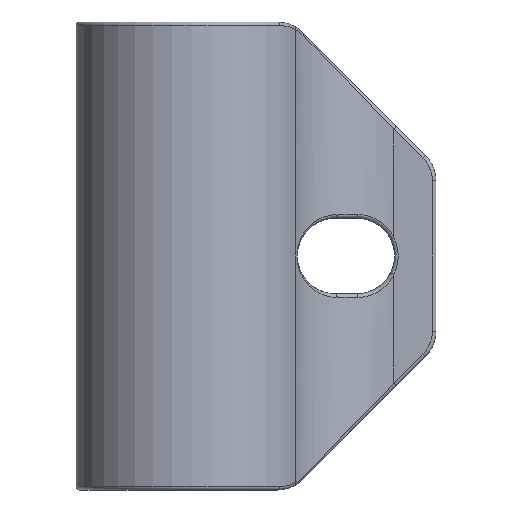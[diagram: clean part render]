
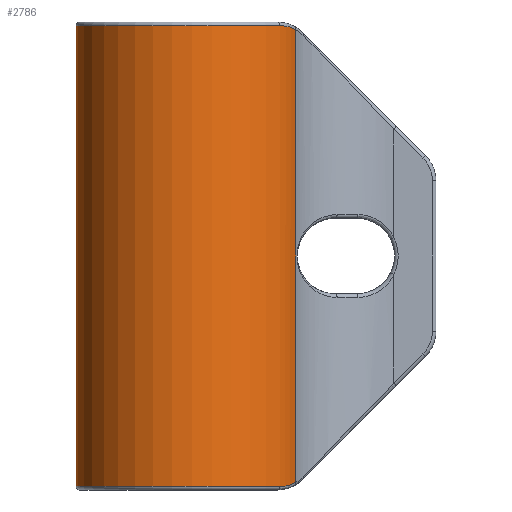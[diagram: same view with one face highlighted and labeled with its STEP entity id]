
A CAD part, left-side view. The second image highlights one B-rep face of the part: STEP entity #2786.
In plain terms, the highlighted cylindrical face has radius 16 mm (diameter 32 mm), a partial arc.
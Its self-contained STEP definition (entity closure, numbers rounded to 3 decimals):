
#30=ELLIPSE($,#3059,44.494,16.);
#33=ELLIPSE($,#3090,44.494,16.);
#101=B_SPLINE_CURVE_WITH_KNOTS($,3,(#5207,#5208,#5209,#5210),
 .UNSPECIFIED.,.F.,.F.,(4,4),(0.,0.16),.UNSPECIFIED.);
#102=B_SPLINE_CURVE_WITH_KNOTS($,3,(#5276,#5277,#5278,#5279,#5280,#5281),
 .UNSPECIFIED.,.F.,.F.,(4,1,1,4),(0.,0.191,
0.286,0.667),.UNSPECIFIED.);
#103=B_SPLINE_CURVE_WITH_KNOTS($,3,(#5307,#5308,#5309,#5310),
 .UNSPECIFIED.,.F.,.F.,(4,4),(0.,0.405),
 .UNSPECIFIED.);
#106=B_SPLINE_CURVE_WITH_KNOTS($,3,(#5460,#5461,#5462,#5463),
 .UNSPECIFIED.,.F.,.F.,(4,4),(0.,0.405),
 .UNSPECIFIED.);
#108=B_SPLINE_CURVE_WITH_KNOTS($,3,(#5515,#5516,#5517,#5518,#5519,#5520),
 .UNSPECIFIED.,.F.,.F.,(4,1,1,4),(0.,0.286,
0.476,0.667),.UNSPECIFIED.);
#110=B_SPLINE_CURVE_WITH_KNOTS($,3,(#5581,#5582,#5583,#5584),
 .UNSPECIFIED.,.F.,.F.,(4,4),(0.,0.16),.UNSPECIFIED.);
#221=LINE($,#4467,#368);
#261=LINE($,#5587,#408);
#368=VECTOR($,#3474,62.915);
#408=VECTOR($,#3842,33.194);
#507=CYLINDRICAL_SURFACE($,#3102,16.);
#725=FACE_OUTER_BOUND($,#912,.T.);
#912=EDGE_LOOP($,(#2425,#2426,#2427,#2428,#2429,#2430,#2431,#2432,#2433,
#2434,#2435,#2436));
#1056=CIRCLE($,#3063,16.);
#1072=CIRCLE($,#3086,16.);
#1204=VERTEX_POINT($,#4461);
#1205=VERTEX_POINT($,#4466);
#1285=VERTEX_POINT($,#5198);
#1287=VERTEX_POINT($,#5205);
#1288=VERTEX_POINT($,#5235);
#1289=VERTEX_POINT($,#5274);
#1290=VERTEX_POINT($,#5283);
#1298=VERTEX_POINT($,#5453);
#1300=VERTEX_POINT($,#5465);
#1302=VERTEX_POINT($,#5506);
#1304=VERTEX_POINT($,#5545);
#1306=VERTEX_POINT($,#5574);
#1490=EDGE_CURVE($,#1204,#1205,#221,.T.);
#1636=EDGE_CURVE($,#1287,#1285,#101,.T.);
#1638=EDGE_CURVE($,#1285,#1288,#30,.T.);
#1640=EDGE_CURVE($,#1288,#1289,#102,.T.);
#1642=EDGE_CURVE($,#1289,#1290,#1056,.T.);
#1644=EDGE_CURVE($,#1290,#1204,#103,.T.);
#1664=EDGE_CURVE($,#1205,#1298,#106,.T.);
#1667=EDGE_CURVE($,#1298,#1300,#1072,.T.);
#1670=EDGE_CURVE($,#1300,#1302,#108,.T.);
#1673=EDGE_CURVE($,#1302,#1304,#33,.T.);
#1676=EDGE_CURVE($,#1304,#1306,#110,.T.);
#1678=EDGE_CURVE($,#1306,#1287,#261,.T.);
#2425=ORIENTED_EDGE($,*,*,#1664,.F.);
#2426=ORIENTED_EDGE($,*,*,#1490,.F.);
#2427=ORIENTED_EDGE($,*,*,#1644,.F.);
#2428=ORIENTED_EDGE($,*,*,#1642,.F.);
#2429=ORIENTED_EDGE($,*,*,#1640,.F.);
#2430=ORIENTED_EDGE($,*,*,#1638,.F.);
#2431=ORIENTED_EDGE($,*,*,#1636,.F.);
#2432=ORIENTED_EDGE($,*,*,#1678,.F.);
#2433=ORIENTED_EDGE($,*,*,#1676,.F.);
#2434=ORIENTED_EDGE($,*,*,#1673,.F.);
#2435=ORIENTED_EDGE($,*,*,#1670,.F.);
#2436=ORIENTED_EDGE($,*,*,#1667,.F.);
#2786=ADVANCED_FACE($,(#725),#507,.T.);
#3059=AXIS2_PLACEMENT_3D($,#5237,#3769,#3770);
#3063=AXIS2_PLACEMENT_3D($,#5285,#3777,#3778);
#3086=AXIS2_PLACEMENT_3D($,#5469,#3827,#3828);
#3090=AXIS2_PLACEMENT_3D($,#5549,#3835,#3836);
#3102=AXIS2_PLACEMENT_3D($,#5605,#3869,#3870);
#3474=DIRECTION($,(0.,0.,-1.));
#3769=DIRECTION('center_axis',(0.,-0.933,0.36));
#3770=DIRECTION('ref_axis',(0.,0.36,0.933));
#3777=DIRECTION('center_axis',(0.,0.,1.));
#3778=DIRECTION('ref_axis',(-0.75,0.661,0.));
#3827=DIRECTION('center_axis',(0.,0.,-1.));
#3828=DIRECTION('ref_axis',(-0.75,0.661,0.));
#3835=DIRECTION('center_axis',(0.,-0.933,
-0.36));
#3836=DIRECTION('ref_axis',(0.,0.36,-0.933));
#3842=DIRECTION($,(0.,0.,1.));
#3869=DIRECTION('center_axis',(0.,0.,1.));
#3870=DIRECTION('ref_axis',(-0.982,-0.188,0.));
#4461=CARTESIAN_POINT('',(-8.71,-30.525,63.957));
#4466=CARTESIAN_POINT('',(-8.71,-30.525,1.043));
#4467=CARTESIAN_POINT($,(-8.71,-30.525,0.));
#5198=CARTESIAN_POINT('',(13.516,-12.094,50.671));
#5205=CARTESIAN_POINT('',(13.587,-12.387,49.097));
#5207=CARTESIAN_POINT('Ctrl Pts',(13.587,-12.387,49.097));
#5208=CARTESIAN_POINT('Ctrl Pts',(13.587,-12.387,49.631));
#5209=CARTESIAN_POINT('Ctrl Pts',(13.564,-12.286,50.173));
#5210=CARTESIAN_POINT('Ctrl Pts',(13.516,-12.094,50.671));
#5235=CARTESIAN_POINT('',(11.793,-7.892,61.574));
#5237=CARTESIAN_POINT('Origin',(-2.,-16.,40.535));
#5274=CARTESIAN_POINT('',(8.038,-3.54,64.5));
#5276=CARTESIAN_POINT('Ctrl Pts',(11.793,-7.892,61.574));
#5277=CARTESIAN_POINT('Ctrl Pts',(11.661,-7.667,62.157));
#5278=CARTESIAN_POINT('Ctrl Pts',(11.343,-7.147,62.939));
#5279=CARTESIAN_POINT('Ctrl Pts',(10.226,-5.596,64.228));
#5280=CARTESIAN_POINT('Ctrl Pts',(9.059,-4.363,64.5));
#5281=CARTESIAN_POINT('Ctrl Pts',(8.038,-3.54,64.5));
#5283=CARTESIAN_POINT('',(-12.216,-28.314,64.5));
#5285=CARTESIAN_POINT('Origin',(-2.,-16.,64.5));
#5307=CARTESIAN_POINT('Ctrl Pts',(-12.216,-28.314,64.5));
#5308=CARTESIAN_POINT('Ctrl Pts',(-11.143,-29.204,64.5));
#5309=CARTESIAN_POINT('Ctrl Pts',(-9.944,-29.955,64.256));
#5310=CARTESIAN_POINT('Ctrl Pts',(-8.71,-30.525,63.957));
#5453=CARTESIAN_POINT('',(-12.216,-28.314,0.5));
#5460=CARTESIAN_POINT('Ctrl Pts',(-8.71,-30.525,1.043));
#5461=CARTESIAN_POINT('Ctrl Pts',(-9.944,-29.955,0.744));
#5462=CARTESIAN_POINT('Ctrl Pts',(-11.143,-29.204,0.5));
#5463=CARTESIAN_POINT('Ctrl Pts',(-12.216,-28.314,0.5));
#5465=CARTESIAN_POINT('',(8.038,-3.54,0.5));
#5469=CARTESIAN_POINT('Origin',(-2.,-16.,0.5));
#5506=CARTESIAN_POINT('',(11.793,-7.892,3.426));
#5515=CARTESIAN_POINT('Ctrl Pts',(8.038,-3.54,0.5));
#5516=CARTESIAN_POINT('Ctrl Pts',(8.804,-4.157,0.5));
#5517=CARTESIAN_POINT('Ctrl Pts',(10.,-5.327,0.697));
#5518=CARTESIAN_POINT('Ctrl Pts',(11.239,-6.972,1.802));
#5519=CARTESIAN_POINT('Ctrl Pts',(11.661,-7.667,2.843));
#5520=CARTESIAN_POINT('Ctrl Pts',(11.793,-7.892,3.426));
#5545=CARTESIAN_POINT('',(13.516,-12.094,14.329));
#5549=CARTESIAN_POINT('Origin',(-2.,-16.,24.465));
#5574=CARTESIAN_POINT('',(13.587,-12.387,15.903));
#5581=CARTESIAN_POINT('Ctrl Pts',(13.516,-12.094,14.329));
#5582=CARTESIAN_POINT('Ctrl Pts',(13.564,-12.286,14.827));
#5583=CARTESIAN_POINT('Ctrl Pts',(13.587,-12.387,15.369));
#5584=CARTESIAN_POINT('Ctrl Pts',(13.587,-12.387,15.903));
#5587=CARTESIAN_POINT($,(13.587,-12.387,0.));
#5605=CARTESIAN_POINT('Origin',(-2.,-16.,0.));
